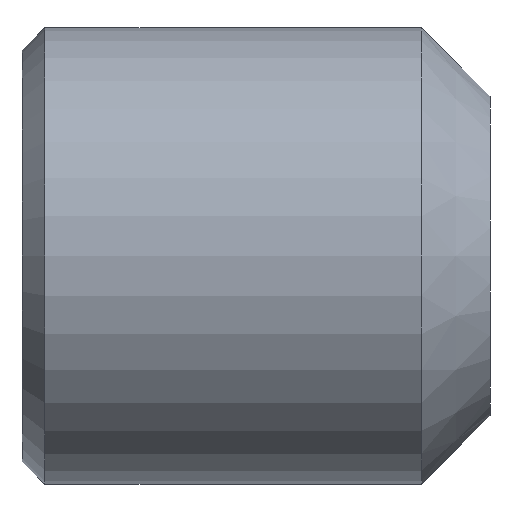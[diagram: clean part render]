
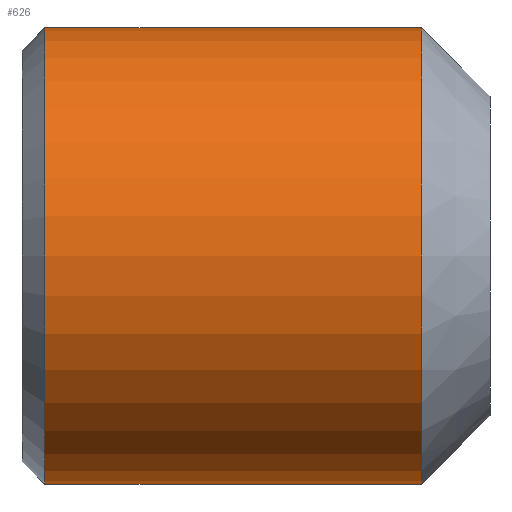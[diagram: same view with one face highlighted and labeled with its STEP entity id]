
A CAD part, front view. The second image highlights one B-rep face of the part: STEP entity #626.
In plain terms, the highlighted cylindrical face has radius 10 mm (diameter 20 mm), a partial arc.
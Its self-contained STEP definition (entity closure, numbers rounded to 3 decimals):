
#22 = DIRECTION ( 'NONE',  ( -1., 0., 0. ) ) ;
#36 = EDGE_CURVE ( 'NONE', #44, #274, #326, .T. ) ;
#44 = VERTEX_POINT ( 'NONE', #501 ) ;
#92 = DIRECTION ( 'NONE',  ( -1., 0., 0. ) ) ;
#151 = CARTESIAN_POINT ( 'NONE',  ( -12.7, 0., 10. ) ) ;
#162 = DIRECTION ( 'NONE',  ( 0., 0., 1. ) ) ;
#195 = CARTESIAN_POINT ( 'NONE',  ( -12.7, 0., -10. ) ) ;
#220 = AXIS2_PLACEMENT_3D ( 'NONE', #721, #22, #726 ) ;
#246 = EDGE_LOOP ( 'NONE', ( #666, #781, #807, #686 ) ) ;
#274 = VERTEX_POINT ( 'NONE', #525 ) ;
#281 = VERTEX_POINT ( 'NONE', #799 ) ;
#326 = LINE ( 'NONE', #195, #483 ) ;
#345 = EDGE_CURVE ( 'NONE', #44, #281, #780, .T. ) ;
#436 = AXIS2_PLACEMENT_3D ( 'NONE', #443, #488, #553 ) ;
#443 = CARTESIAN_POINT ( 'NONE',  ( 1., 0., 0. ) ) ;
#456 = CYLINDRICAL_SURFACE ( 'NONE', #220, 10. ) ;
#474 = DIRECTION ( 'NONE',  ( -1., 0., 0. ) ) ;
#483 = VECTOR ( 'NONE', #498, 1000. ) ;
#488 = DIRECTION ( 'NONE',  ( -1., 0., 0. ) ) ;
#498 = DIRECTION ( 'NONE',  ( -1., 0., 0. ) ) ;
#501 = CARTESIAN_POINT ( 'NONE',  ( 17.5, 0., -10. ) ) ;
#525 = CARTESIAN_POINT ( 'NONE',  ( 1., 0., -10. ) ) ;
#553 = DIRECTION ( 'NONE',  ( 0., 0., 1. ) ) ;
#555 = EDGE_CURVE ( 'NONE', #281, #665, #826, .T. ) ;
#578 = VECTOR ( 'NONE', #474, 1000. ) ;
#626 = ADVANCED_FACE ( 'NONE', ( #630 ), #456, .T. ) ;
#630 = FACE_OUTER_BOUND ( 'NONE', #246, .T. ) ;
#665 = VERTEX_POINT ( 'NONE', #803 ) ;
#666 = ORIENTED_EDGE ( 'NONE', *, *, #36, .F. ) ;
#686 = ORIENTED_EDGE ( 'NONE', *, *, #810, .F. ) ;
#721 = CARTESIAN_POINT ( 'NONE',  ( -12.7, 0., 0. ) ) ;
#726 = DIRECTION ( 'NONE',  ( 0., 0., 1. ) ) ;
#730 = CIRCLE ( 'NONE', #436, 10. ) ;
#734 = CARTESIAN_POINT ( 'NONE',  ( 17.5, 0., 0. ) ) ;
#743 = AXIS2_PLACEMENT_3D ( 'NONE', #734, #92, #162 ) ;
#780 = CIRCLE ( 'NONE', #743, 10. ) ;
#781 = ORIENTED_EDGE ( 'NONE', *, *, #345, .T. ) ;
#799 = CARTESIAN_POINT ( 'NONE',  ( 17.5, 0., 10. ) ) ;
#803 = CARTESIAN_POINT ( 'NONE',  ( 1., 0., 10. ) ) ;
#807 = ORIENTED_EDGE ( 'NONE', *, *, #555, .T. ) ;
#810 = EDGE_CURVE ( 'NONE', #274, #665, #730, .T. ) ;
#826 = LINE ( 'NONE', #151, #578 ) ;
